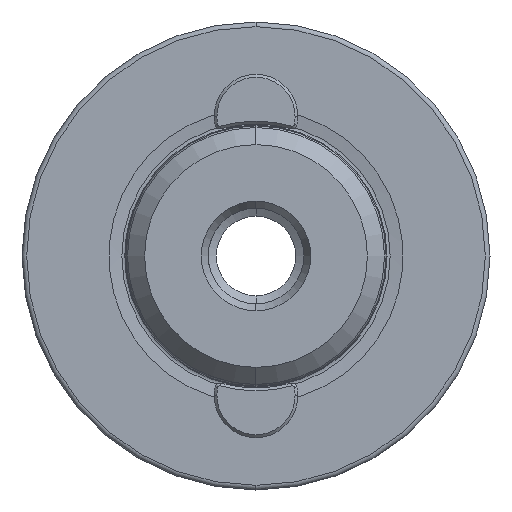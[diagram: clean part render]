
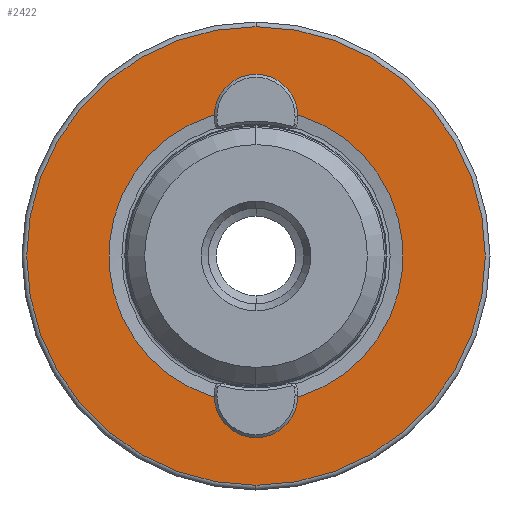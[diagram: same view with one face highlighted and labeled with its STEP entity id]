
A CAD part, left-side view. The second image highlights one B-rep face of the part: STEP entity #2422.
In plain terms, the highlighted planar face has unit normal (-1, 0, 0).
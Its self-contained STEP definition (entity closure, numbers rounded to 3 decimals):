
#75 = VERTEX_POINT ( 'NONE', #696 ) ;
#127 = CIRCLE ( 'NONE', #2026, 24.5 ) ;
#137 = VERTEX_POINT ( 'NONE', #1354 ) ;
#620 = EDGE_CURVE ( 'NONE', #75, #137, #127, .T. ) ;
#696 = CARTESIAN_POINT ( 'NONE',  ( 0., 0., 24.5 ) ) ;
#701 = AXIS2_PLACEMENT_3D ( 'NONE', #3235, #3254, #3294 ) ;
#767 = EDGE_CURVE ( 'NONE', #1945, #2883, #4774, .T. ) ;
#769 = ORIENTED_EDGE ( 'NONE', *, *, #620, .T. ) ;
#920 = FACE_OUTER_BOUND ( 'NONE', #4879, .T. ) ;
#1150 = AXIS2_PLACEMENT_3D ( 'NONE', #4071, #4124, #4165 ) ;
#1234 = FACE_BOUND ( 'NONE', #5176, .T. ) ;
#1260 = CARTESIAN_POINT ( 'NONE',  ( 0., 2.118, 15.572 ) ) ;
#1300 = VERTEX_POINT ( 'NONE', #1445 ) ;
#1334 = AXIS2_PLACEMENT_3D ( 'NONE', #4056, #4047, #4030 ) ;
#1354 = CARTESIAN_POINT ( 'NONE',  ( 0., 0., -24.5 ) ) ;
#1389 = CIRCLE ( 'NONE', #1916, 2.5 ) ;
#1436 = ORIENTED_EDGE ( 'NONE', *, *, #3595, .F. ) ;
#1445 = CARTESIAN_POINT ( 'NONE',  ( 0., 2.118, -15.572 ) ) ;
#1548 = CIRCLE ( 'NONE', #701, 2.5 ) ;
#1875 = CARTESIAN_POINT ( 'NONE',  ( 0., -2.118, -15.572 ) ) ;
#1905 = DIRECTION ( 'NONE',  ( 0., 0., 1. ) ) ;
#1913 = DIRECTION ( 'NONE',  ( -1., 0., 0. ) ) ;
#1916 = AXIS2_PLACEMENT_3D ( 'NONE', #2999, #3004, #3020 ) ;
#1922 = CARTESIAN_POINT ( 'NONE',  ( 0., 0., 16.9 ) ) ;
#1945 = VERTEX_POINT ( 'NONE', #1875 ) ;
#2026 = AXIS2_PLACEMENT_3D ( 'NONE', #4970, #4883, #4872 ) ;
#2154 = EDGE_CURVE ( 'NONE', #2311, #1945, #1389, .T. ) ;
#2311 = VERTEX_POINT ( 'NONE', #3561 ) ;
#2323 = VERTEX_POINT ( 'NONE', #3613 ) ;
#2422 = ADVANCED_FACE ( 'NONE', ( #920, #1234 ), #4080, .F. ) ;
#2792 = DIRECTION ( 'NONE',  ( 0., 0., 1. ) ) ;
#2803 = DIRECTION ( 'NONE',  ( -1., 0., 0. ) ) ;
#2809 = CARTESIAN_POINT ( 'NONE',  ( 0., 0., 0. ) ) ;
#2873 = ORIENTED_EDGE ( 'NONE', *, *, #3664, .F. ) ;
#2883 = VERTEX_POINT ( 'NONE', #3555 ) ;
#2937 = DIRECTION ( 'NONE',  ( 0., 0., 1. ) ) ;
#2956 = DIRECTION ( 'NONE',  ( -1., 0., 0. ) ) ;
#2963 = CARTESIAN_POINT ( 'NONE',  ( 0., 0., -16.9 ) ) ;
#2999 = CARTESIAN_POINT ( 'NONE',  ( 0., 0., -16.9 ) ) ;
#3004 = DIRECTION ( 'NONE',  ( -1., 0., 0. ) ) ;
#3014 = ORIENTED_EDGE ( 'NONE', *, *, #767, .F. ) ;
#3020 = DIRECTION ( 'NONE',  ( 0., 0., 1. ) ) ;
#3101 = DIRECTION ( 'NONE',  ( 0., 0., 1. ) ) ;
#3114 = DIRECTION ( 'NONE',  ( -1., 0., 0. ) ) ;
#3121 = CARTESIAN_POINT ( 'NONE',  ( 0., 0., 0. ) ) ;
#3235 = CARTESIAN_POINT ( 'NONE',  ( 0., 0., 16.9 ) ) ;
#3254 = DIRECTION ( 'NONE',  ( -1., 0., 0. ) ) ;
#3294 = DIRECTION ( 'NONE',  ( 0., 0., 1. ) ) ;
#3511 = ORIENTED_EDGE ( 'NONE', *, *, #2154, .F. ) ;
#3522 = ORIENTED_EDGE ( 'NONE', *, *, #3630, .F. ) ;
#3531 = AXIS2_PLACEMENT_3D ( 'NONE', #1922, #1913, #1905 ) ;
#3555 = CARTESIAN_POINT ( 'NONE',  ( 0., -2.118, 15.572 ) ) ;
#3559 = EDGE_CURVE ( 'NONE', #137, #75, #4094, .T. ) ;
#3561 = CARTESIAN_POINT ( 'NONE',  ( 0., 0., -19.4 ) ) ;
#3595 = EDGE_CURVE ( 'NONE', #1300, #2311, #3923, .T. ) ;
#3613 = CARTESIAN_POINT ( 'NONE',  ( 0., 0., 19.4 ) ) ;
#3630 = EDGE_CURVE ( 'NONE', #3834, #1300, #3868, .T. ) ;
#3664 = EDGE_CURVE ( 'NONE', #2323, #3834, #3728, .T. ) ;
#3669 = AXIS2_PLACEMENT_3D ( 'NONE', #2809, #2803, #2792 ) ;
#3728 = CIRCLE ( 'NONE', #3531, 2.5 ) ;
#3834 = VERTEX_POINT ( 'NONE', #1260 ) ;
#3848 = AXIS2_PLACEMENT_3D ( 'NONE', #3121, #3114, #3101 ) ;
#3868 = CIRCLE ( 'NONE', #3669, 15.715 ) ;
#3923 = CIRCLE ( 'NONE', #3973, 2.5 ) ;
#3973 = AXIS2_PLACEMENT_3D ( 'NONE', #2963, #2956, #2937 ) ;
#4030 = DIRECTION ( 'NONE',  ( 0., 0., 1. ) ) ;
#4047 = DIRECTION ( 'NONE',  ( -1., 0., 0. ) ) ;
#4056 = CARTESIAN_POINT ( 'NONE',  ( 0., 0., 0. ) ) ;
#4071 = CARTESIAN_POINT ( 'NONE',  ( 0., 0., -15.715 ) ) ;
#4080 = PLANE ( 'NONE',  #1150 ) ;
#4094 = CIRCLE ( 'NONE', #3848, 24.5 ) ;
#4124 = DIRECTION ( 'NONE',  ( 1., 0., 0. ) ) ;
#4165 = DIRECTION ( 'NONE',  ( 0., 0., -1. ) ) ;
#4297 = ORIENTED_EDGE ( 'NONE', *, *, #4611, .F. ) ;
#4611 = EDGE_CURVE ( 'NONE', #2883, #2323, #1548, .T. ) ;
#4774 = CIRCLE ( 'NONE', #1334, 15.715 ) ;
#4872 = DIRECTION ( 'NONE',  ( 0., 0., 1. ) ) ;
#4879 = EDGE_LOOP ( 'NONE', ( #769, #5074 ) ) ;
#4883 = DIRECTION ( 'NONE',  ( -1., 0., 0. ) ) ;
#4970 = CARTESIAN_POINT ( 'NONE',  ( 0., 0., 0. ) ) ;
#5074 = ORIENTED_EDGE ( 'NONE', *, *, #3559, .T. ) ;
#5176 = EDGE_LOOP ( 'NONE', ( #4297, #3014, #3511, #1436, #3522, #2873 ) ) ;
